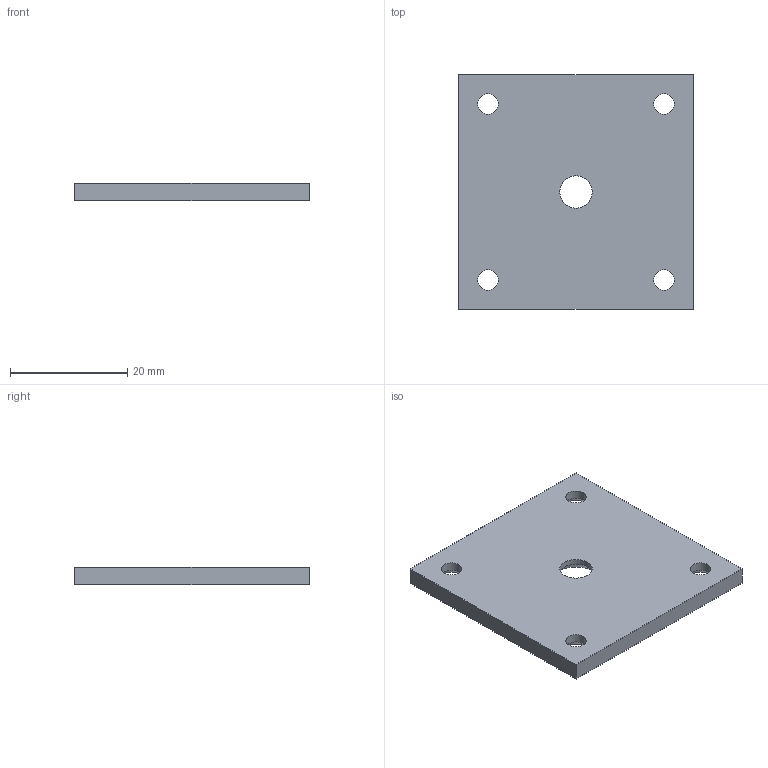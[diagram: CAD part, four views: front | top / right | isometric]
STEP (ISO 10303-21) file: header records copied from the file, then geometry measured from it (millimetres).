
FILE_DESCRIPTION(/* description */ (''),/* implementation_level */ '2;1');
FILE_NAME(/* name */ 'Halter vertikale Achse v1.step',/* time_stamp */ '2025-04-10T13:00:48+02:00',/* author */ (''),/* organization */ (''),/* preprocessor_version */ 'ST-DEVELOPER v20.1',/* originating_system */ 'Autodesk Translation Framework v14.4.0.0',/* authorisation */ '');
FILE_SCHEMA (('AUTOMOTIVE_DESIGN { 1 0 10303 214 3 1 1 }'));
Length unit declared in the file: millimetre
Products named in the file (1): Halter vertikale Achse
Bounding box: 40 x 40 x 3 mm (x, y, z)
Volume: 4506.7 mm3; surface area: 3697.3 mm2
Topology: 1 solids, 1 shells, 16 faces, 37 edges, 23 vertices
Faces by surface type: plane 6, cone 5, cylinder 5
Full cylindrical faces by diameter (mm): 3.5 x4, 5.5 x1
Entity records: 509 total; most frequent: DIRECTION 86, CARTESIAN_POINT 77, ORIENTED_EDGE 74, EDGE_CURVE 37, AXIS2_PLACEMENT_3D 32, EDGE_LOOP 26, VERTEX_POINT 23, LINE 22
